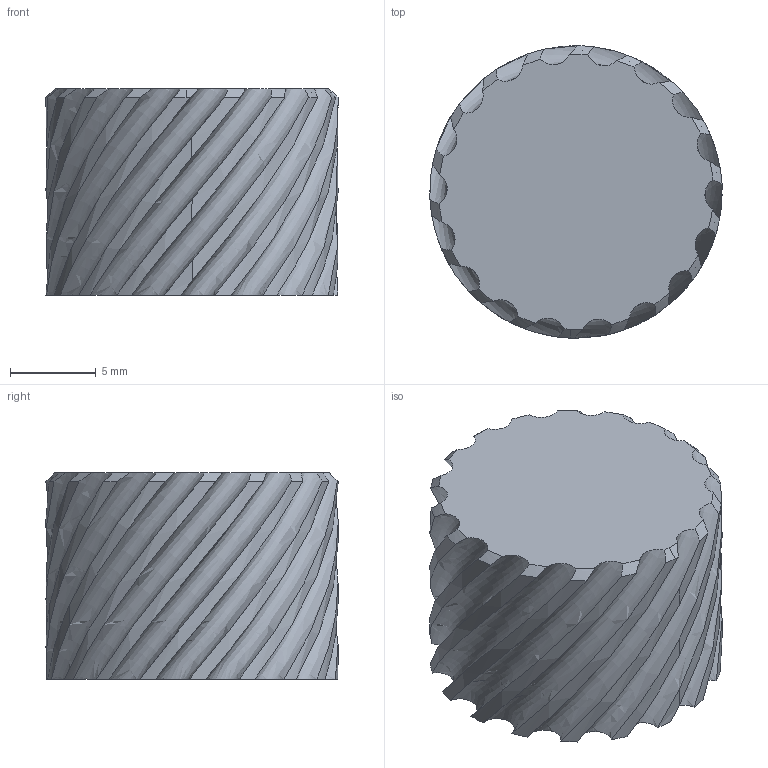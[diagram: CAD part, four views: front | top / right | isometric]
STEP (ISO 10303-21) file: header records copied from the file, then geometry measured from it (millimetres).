
FILE_DESCRIPTION(('HOOPS Exchange Step'),'2;1');
FILE_NAME('temp_export','2025-06-07T22:45:22+09:00',('chuns'),('Shapr3D Limited'),'HOOPS Exchange 2024.8','Shapr3D','Authorized');
FILE_SCHEMA( ('AP242_MANAGED_MODEL_BASED_3D_ENGINEERING_MIM_LF {1 0 10303 442 1 1 4}') );
Length unit declared in the file: millimetre
Products named in the file (3): rotery_encoder_knob; left; root
Assembly tree (2 placements, depth 3):
  root
    left
      rotery_encoder_knob
Bounding box: 17.01 x 17.03 x 12 mm (x, y, z)
Volume: 1998 mm3; surface area: 1547.4 mm2
Topology: 1 solids, 1 shells, 73 faces, 227 edges, 151 vertices
Faces by surface type: cylinder 28, bspline 18, cone 8, torus 7, plane 6, sphere 6
Full cylindrical faces by diameter (mm): 10 x1
Entity records: 38941 total; most frequent: CARTESIAN_POINT 37254, ORIENTED_EDGE 440, EDGE_CURVE 220, DIRECTION 198, B_SPLINE_CURVE_WITH_KNOTS 159, VERTEX_POINT 151, AXIS2_PLACEMENT_3D 91, EDGE_LOOP 75
